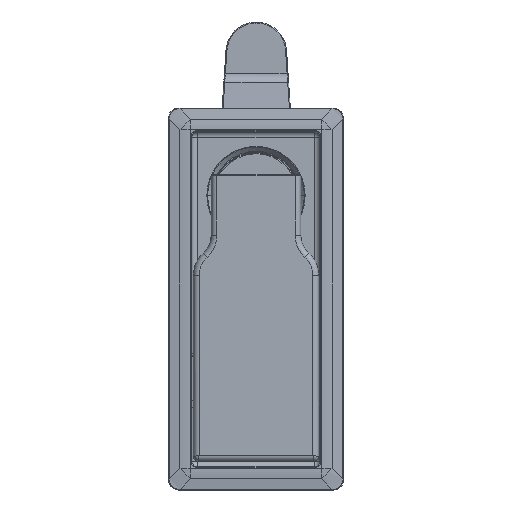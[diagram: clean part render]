
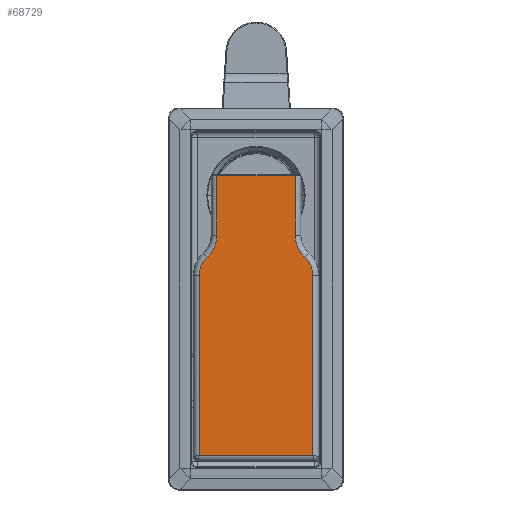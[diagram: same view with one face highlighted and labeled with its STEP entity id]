
A CAD part, top view. The second image highlights one B-rep face of the part: STEP entity #68729.
In plain terms, the highlighted face is planar.
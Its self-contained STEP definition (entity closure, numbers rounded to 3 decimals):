
#45963 = DIRECTION ( 'NONE',  ( 0., 0., 1. ) ) ;
#45965 = DIRECTION ( 'NONE',  ( -1., 0., 0. ) ) ;
#45966 = CARTESIAN_POINT ( 'NONE',  ( 0., 29.75, -13. ) ) ;
#45985 = PLANE ( 'NONE',  #46007 ) ;
#46003 = FACE_OUTER_BOUND ( 'NONE', #68507, .T. ) ;
#46007 = AXIS2_PLACEMENT_3D ( 'NONE', #45966, #45965, #45963 ) ;
#46060 = CARTESIAN_POINT ( 'NONE',  ( 0., 29.55, 8.1 ) ) ;
#46062 = CARTESIAN_POINT ( 'NONE',  ( 0., 17.133, 8.1 ) ) ;
#46080 = CARTESIAN_POINT ( 'NONE',  ( 0., 12.528, -10.148 ) ) ;
#46096 = CIRCLE ( 'NONE', #46144, 5. ) ;
#46099 = DIRECTION ( 'NONE',  ( 0., 0., -1. ) ) ;
#46100 = VECTOR ( 'NONE', #46099, 1000. ) ;
#46102 = CARTESIAN_POINT ( 'NONE',  ( 0., 8.815, 11.8 ) ) ;
#46104 = CARTESIAN_POINT ( 'NONE',  ( 0., 29.55, -8.1 ) ) ;
#46105 = LINE ( 'NONE', #46104, #46100 ) ;
#46107 = CARTESIAN_POINT ( 'NONE',  ( 0., 17.133, -14.3 ) ) ;
#46109 = DIRECTION ( 'NONE',  ( 0., 1., 0. ) ) ;
#46110 = VECTOR ( 'NONE', #46109, 1000. ) ;
#46112 = CARTESIAN_POINT ( 'NONE',  ( 0., 29.75, 8.1 ) ) ;
#46114 = LINE ( 'NONE', #46112, #46110 ) ;
#46124 = CARTESIAN_POINT ( 'NONE',  ( 0., 17.133, -8.1 ) ) ;
#46135 = CIRCLE ( 'NONE', #46227, 6.2 ) ;
#46144 = AXIS2_PLACEMENT_3D ( 'NONE', #46230, #46208, #46207 ) ;
#46156 = CARTESIAN_POINT ( 'NONE',  ( 0., 29.55, -8.1 ) ) ;
#46170 = CARTESIAN_POINT ( 'NONE',  ( 0., 8.815, -11.8 ) ) ;
#46178 = DIRECTION ( 'NONE',  ( 0., 1., 0. ) ) ;
#46180 = VECTOR ( 'NONE', #46178, 1000. ) ;
#46186 = CARTESIAN_POINT ( 'NONE',  ( 0., 8.815, 11.8 ) ) ;
#46188 = LINE ( 'NONE', #46186, #46180 ) ;
#46191 = CIRCLE ( 'NONE', #46289, 5. ) ;
#46193 = DIRECTION ( 'NONE',  ( 0., 0., 1. ) ) ;
#46194 = VECTOR ( 'NONE', #46193, 1000. ) ;
#46196 = CARTESIAN_POINT ( 'NONE',  ( 0., -28.55, 12. ) ) ;
#46207 = DIRECTION ( 'NONE',  ( 0., 0., 1. ) ) ;
#46208 = DIRECTION ( 'NONE',  ( -1., 0., 0. ) ) ;
#46213 = CARTESIAN_POINT ( 'NONE',  ( 0., 12.528, 10.148 ) ) ;
#46215 = LINE ( 'NONE', #46196, #46194 ) ;
#46219 = DIRECTION ( 'NONE',  ( 0., -1., 0. ) ) ;
#46220 = VECTOR ( 'NONE', #46219, 1000. ) ;
#46225 = DIRECTION ( 'NONE',  ( 0., 0., 1. ) ) ;
#46226 = DIRECTION ( 'NONE',  ( 1., 0., 0. ) ) ;
#46227 = AXIS2_PLACEMENT_3D ( 'NONE', #46107, #46226, #46225 ) ;
#46230 = CARTESIAN_POINT ( 'NONE',  ( 0., 8.815, 6.8 ) ) ;
#46233 = CARTESIAN_POINT ( 'NONE',  ( 0., 17.133, -8.1 ) ) ;
#46235 = LINE ( 'NONE', #46233, #46220 ) ;
#46243 = DIRECTION ( 'NONE',  ( 0., 0., 1. ) ) ;
#46245 = DIRECTION ( 'NONE',  ( 1., 0., 0. ) ) ;
#46246 = CARTESIAN_POINT ( 'NONE',  ( 0., 17.133, 14.3 ) ) ;
#46259 = CIRCLE ( 'NONE', #46282, 6.2 ) ;
#46271 = VECTOR ( 'NONE', #46299, 1000. ) ;
#46282 = AXIS2_PLACEMENT_3D ( 'NONE', #46246, #46245, #46243 ) ;
#46284 = DIRECTION ( 'NONE',  ( 0., 0., 1. ) ) ;
#46286 = DIRECTION ( 'NONE',  ( -1., 0., 0. ) ) ;
#46287 = CARTESIAN_POINT ( 'NONE',  ( 0., 8.815, -6.8 ) ) ;
#46289 = AXIS2_PLACEMENT_3D ( 'NONE', #46287, #46286, #46284 ) ;
#46296 = LINE ( 'NONE', #46301, #46271 ) ;
#46299 = DIRECTION ( 'NONE',  ( 0., -1., 0. ) ) ;
#46301 = CARTESIAN_POINT ( 'NONE',  ( 0., -28.75, -11.8 ) ) ;
#46304 = CARTESIAN_POINT ( 'NONE',  ( 0., -28.55, -11.8 ) ) ;
#46310 = CARTESIAN_POINT ( 'NONE',  ( 0., -28.55, 11.8 ) ) ;
#67990 = ORIENTED_EDGE ( 'NONE', *, *, #69552, .T. ) ;
#68221 = ORIENTED_EDGE ( 'NONE', *, *, #69286, .T. ) ;
#68507 = EDGE_LOOP ( 'NONE', ( #69033, #69042, #68761, #69029, #69551, #67990, #68221, #69252, #69736, #69287 ) ) ;
#68729 = ADVANCED_FACE ( 'NONE', ( #46003 ), #45985, .T. ) ;
#68761 = ORIENTED_EDGE ( 'NONE', *, *, #69057, .T. ) ;
#68764 = VERTEX_POINT ( 'NONE', #46080 ) ;
#68776 = VERTEX_POINT ( 'NONE', #46062 ) ;
#68777 = VERTEX_POINT ( 'NONE', #46060 ) ;
#68970 = EDGE_CURVE ( 'NONE', #68776, #68777, #46114, .T. ) ;
#68995 = EDGE_CURVE ( 'NONE', #68777, #69031, #46105, .T. ) ;
#69029 = ORIENTED_EDGE ( 'NONE', *, *, #69047, .T. ) ;
#69031 = VERTEX_POINT ( 'NONE', #46156 ) ;
#69032 = VERTEX_POINT ( 'NONE', #46102 ) ;
#69033 = ORIENTED_EDGE ( 'NONE', *, *, #68970, .T. ) ;
#69040 = VERTEX_POINT ( 'NONE', #46124 ) ;
#69042 = ORIENTED_EDGE ( 'NONE', *, *, #68995, .T. ) ;
#69047 = EDGE_CURVE ( 'NONE', #69040, #68764, #46135, .T. ) ;
#69057 = EDGE_CURVE ( 'NONE', #69031, #69040, #46235, .T. ) ;
#69199 = EDGE_CURVE ( 'NONE', #69032, #69282, #46096, .T. ) ;
#69252 = ORIENTED_EDGE ( 'NONE', *, *, #69296, .T. ) ;
#69282 = VERTEX_POINT ( 'NONE', #46213 ) ;
#69286 = EDGE_CURVE ( 'NONE', #69524, #69519, #46215, .T. ) ;
#69287 = ORIENTED_EDGE ( 'NONE', *, *, #69738, .T. ) ;
#69296 = EDGE_CURVE ( 'NONE', #69519, #69032, #46188, .T. ) ;
#69519 = VERTEX_POINT ( 'NONE', #46310 ) ;
#69524 = VERTEX_POINT ( 'NONE', #46304 ) ;
#69534 = EDGE_CURVE ( 'NONE', #68764, #69541, #46191, .T. ) ;
#69541 = VERTEX_POINT ( 'NONE', #46170 ) ;
#69551 = ORIENTED_EDGE ( 'NONE', *, *, #69534, .T. ) ;
#69552 = EDGE_CURVE ( 'NONE', #69541, #69524, #46296, .T. ) ;
#69736 = ORIENTED_EDGE ( 'NONE', *, *, #69199, .T. ) ;
#69738 = EDGE_CURVE ( 'NONE', #69282, #68776, #46259, .T. ) ;
